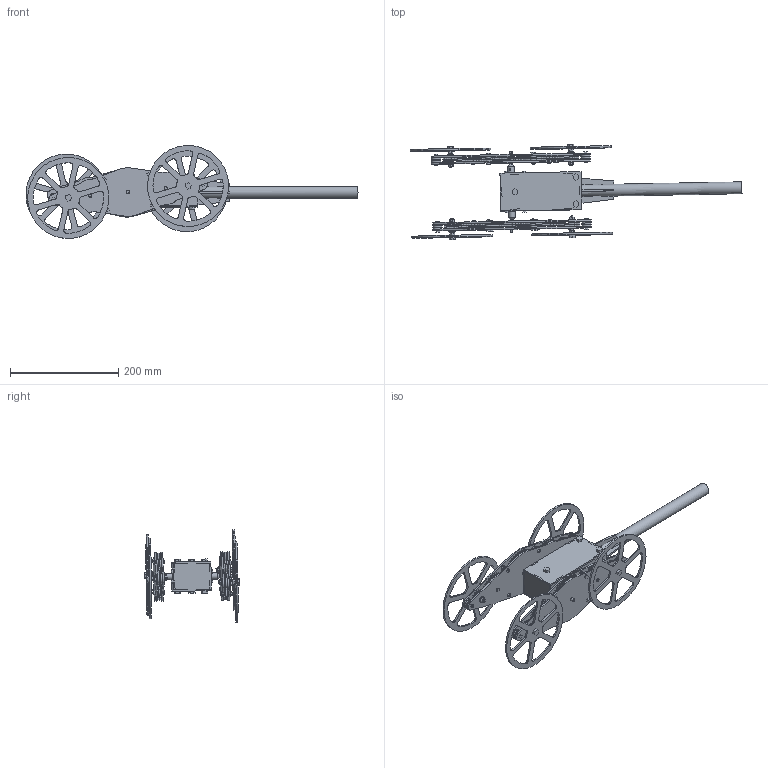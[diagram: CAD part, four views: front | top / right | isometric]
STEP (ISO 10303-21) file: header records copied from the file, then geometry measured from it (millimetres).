
FILE_DESCRIPTION(/* description */ ('STEP AP242','CAx-IF Rec.Pracs.---Representation and Presentation of Product Manufacturing Information (PMI)---4.0---2014-10-13','CAx-IF Rec.Pracs.---3D Tessellated Geometry---0.4---2014-09-14','2;1'),/* implementation_level */ '2;1');
FILE_NAME(/* name */ '64c68c5f0c7987368a75db93',/* time_stamp */ '2023-07-30T16:14:25Z',/* author */ (''),/* organization */ (''),/* preprocessor_version */ 'ST-DEVELOPER v19.4',/* originating_system */ ' ',/* authorisation */ ' ');
FILE_SCHEMA (('AP242_MANAGED_MODEL_BASED_3D_ENGINEERING_MIM_LF { 1 0 10303 442 1 1 4 }'));
Products named in the file (57): Assembly; Main Shaft <2>; M5-washer; Shaft extension; Sun gear; JGY-370Output Shaft; Idler <4>; Idler Gear; Shaft2; tail (1) <1>; Tail; tail fin; wheel shaft <3>; 5m hex nut; Spur Gear22; m5-screw-cut; Wheel <1>; Wheel; Idler <1>; Main Shaft <1>; wheel shaft <5>; Body <1>; bottom plate; JGY-37012V DC Motor; side plate; m5-bolt-long; m3 bolt; M5-nut-4mm; Back Plate; front plate; JGY-370Gearbox; Idler <2>; wheel shaft <2>; LIM frame <2>; M3-nut; m3 bolt long; Frame; Thin standoff stack <3>; Standoff-thin; Thick standoff stack <2> ...
Assembly tree (199 placements, depth 4):
  Assembly
    Main Shaft <2>
      M5-washer  x2
      Shaft extension
      Sun gear  x2
      JGY-370Output Shaft
    Idler <4>
      M5-washer  x2
      Idler Gear  x2
      Shaft2
    tail (1) <1>
      Tail
      tail fin  x4
    wheel shaft <3>
      M5-washer  x4
      5m hex nut  x2
      Spur Gear22  x2
      m5-screw-cut
      Wheel <1>
        Wheel
        5m hex nut
    Idler <1>
      Idler Gear  x2
      M5-washer  x2
      Shaft2
    Main Shaft <1>
      M5-washer  x2
      Sun gear  x2
      Shaft extension
      JGY-370Output Shaft
    wheel shaft <5>
      5m hex nut  x2
      M5-washer  x4
      m5-screw-cut
      Wheel <1>
        5m hex nut
        Wheel
      Spur Gear22  x2
    Body <1>
      bottom plate  x2
      JGY-37012V DC Motor  x2
      side plate  x2
      m5-bolt-long  x3
      m3 bolt  x8
      M5-nut-4mm  x3
      Back Plate
      front plate
      JGY-370Gearbox  x2
    Idler <2>
      Shaft2
      Idler Gear  x2
      M5-washer  x2
    wheel shaft <2>
      m5-screw-cut
      M5-washer  x4
      Spur Gear22  x2
      5m hex nut  x2
      Wheel <1>
        5m hex nut
        Wheel
Bounding box: 614.2 x 177.57 x 172.04 mm (x, y, z)
Volume: 729140.5 mm3; surface area: 531163.1 mm2
Topology: 169 solids, 169 shells, 4270 faces, 11695 edges, 7820 vertices
Faces by surface type: cylinder 2959, plane 1215, torus 52, bspline 28, cone 16
Full cylindrical faces by diameter (mm): 1 x4, 1.25 x4, 2.459 x12, 2.5 x2, 3 x54, 3.5 x36, 4.134 x3, 5 x27, 6 x54, 6.5 x2, 7 x2, 7.25 x8, 9.5 x24, 12 x30, 13 x2, 13.2 x2, 18 x13, 22 x2, 23.6 x2, 24.4 x2, 150 x4
Entity records: 50515 total; most frequent: CARTESIAN_POINT 23020, DIRECTION 5837, ORIENTED_EDGE 5116, EDGE_CURVE 2558, AXIS2_PLACEMENT_3D 2296, VERTEX_POINT 1766, LINE 1245, VECTOR 1245
